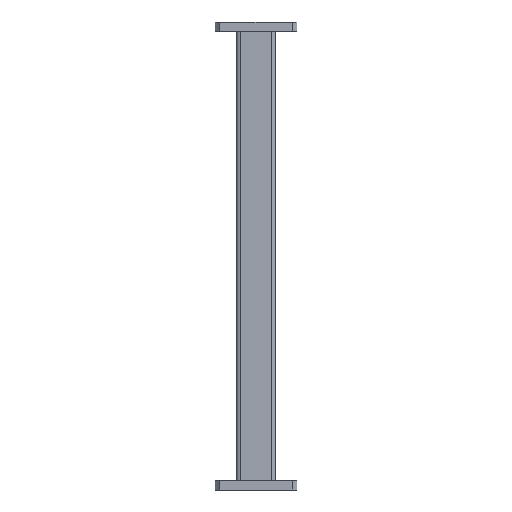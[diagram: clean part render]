
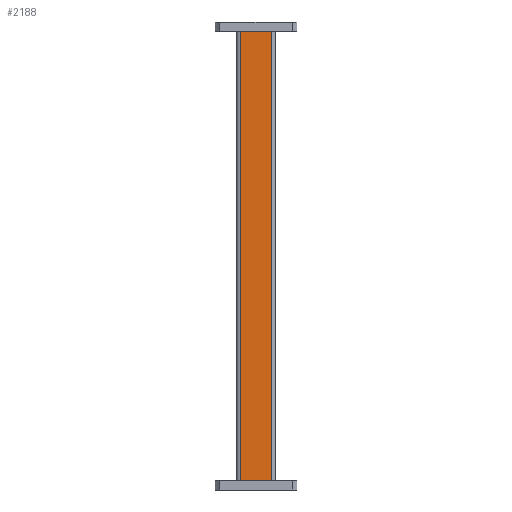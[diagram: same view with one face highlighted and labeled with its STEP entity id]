
A CAD part, front view. The second image highlights one B-rep face of the part: STEP entity #2188.
In plain terms, the highlighted planar face has unit normal (0, -1, 0).
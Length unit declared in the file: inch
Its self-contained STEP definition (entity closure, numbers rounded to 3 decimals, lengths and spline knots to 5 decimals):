
#2 = ORIENTED_EDGE ( 'NONE', *, *, #42, .T. ) ;
#42 = EDGE_CURVE ( 'NONE', #1689, #1112, #1828, .T. ) ;
#262 = DIRECTION ( 'NONE',  ( 0., 0., -1. ) ) ;
#281 = ORIENTED_EDGE ( 'NONE', *, *, #1274, .T. ) ;
#285 = CARTESIAN_POINT ( 'NONE',  ( -0.4, -0.25, -11.76378 ) ) ;
#297 = PLANE ( 'NONE',  #914 ) ;
#299 = ORIENTED_EDGE ( 'NONE', *, *, #423, .T. ) ;
#423 = EDGE_CURVE ( 'NONE', #1112, #1888, #1401, .T. ) ;
#545 = DIRECTION ( 'NONE',  ( 1., 0., 0. ) ) ;
#564 = CARTESIAN_POINT ( 'NONE',  ( 0.5, -0.25, -0.23622 ) ) ;
#579 = EDGE_LOOP ( 'NONE', ( #2211, #2, #299, #281 ) ) ;
#690 = EDGE_CURVE ( 'NONE', #957, #1689, #1077, .T. ) ;
#914 = AXIS2_PLACEMENT_3D ( 'NONE', #2208, #1006, #1486 ) ;
#941 = VECTOR ( 'NONE', #1187, 39.37008 ) ;
#957 = VERTEX_POINT ( 'NONE', #1930 ) ;
#1006 = DIRECTION ( 'NONE',  ( 0., 1., 0. ) ) ;
#1077 = LINE ( 'NONE', #564, #1954 ) ;
#1112 = VERTEX_POINT ( 'NONE', #285 ) ;
#1187 = DIRECTION ( 'NONE',  ( 0., 0., 1. ) ) ;
#1274 = EDGE_CURVE ( 'NONE', #1888, #957, #1337, .T. ) ;
#1337 = LINE ( 'NONE', #1894, #941 ) ;
#1344 = FACE_OUTER_BOUND ( 'NONE', #579, .T. ) ;
#1401 = LINE ( 'NONE', #2085, #2058 ) ;
#1443 = VECTOR ( 'NONE', #262, 39.37008 ) ;
#1452 = CARTESIAN_POINT ( 'NONE',  ( -0.4, -0.25, -0.23622 ) ) ;
#1486 = DIRECTION ( 'NONE',  ( 0., 0., 1. ) ) ;
#1609 = CARTESIAN_POINT ( 'NONE',  ( -0.4, -0.25, -12.88181 ) ) ;
#1630 = CARTESIAN_POINT ( 'NONE',  ( 0.4, -0.25, -11.76378 ) ) ;
#1689 = VERTEX_POINT ( 'NONE', #1452 ) ;
#1778 = DIRECTION ( 'NONE',  ( -1., 0., 0. ) ) ;
#1828 = LINE ( 'NONE', #1609, #1443 ) ;
#1888 = VERTEX_POINT ( 'NONE', #1630 ) ;
#1894 = CARTESIAN_POINT ( 'NONE',  ( 0.4, -0.25, -12.88181 ) ) ;
#1930 = CARTESIAN_POINT ( 'NONE',  ( 0.4, -0.25, -0.23622 ) ) ;
#1954 = VECTOR ( 'NONE', #1778, 39.37008 ) ;
#2058 = VECTOR ( 'NONE', #545, 39.37008 ) ;
#2085 = CARTESIAN_POINT ( 'NONE',  ( 0.5, -0.25, -11.76378 ) ) ;
#2188 = ADVANCED_FACE ( 'NONE', ( #1344 ), #297, .F. ) ;
#2208 = CARTESIAN_POINT ( 'NONE',  ( 0.5, -0.25, -12.88181 ) ) ;
#2211 = ORIENTED_EDGE ( 'NONE', *, *, #690, .T. ) ;
